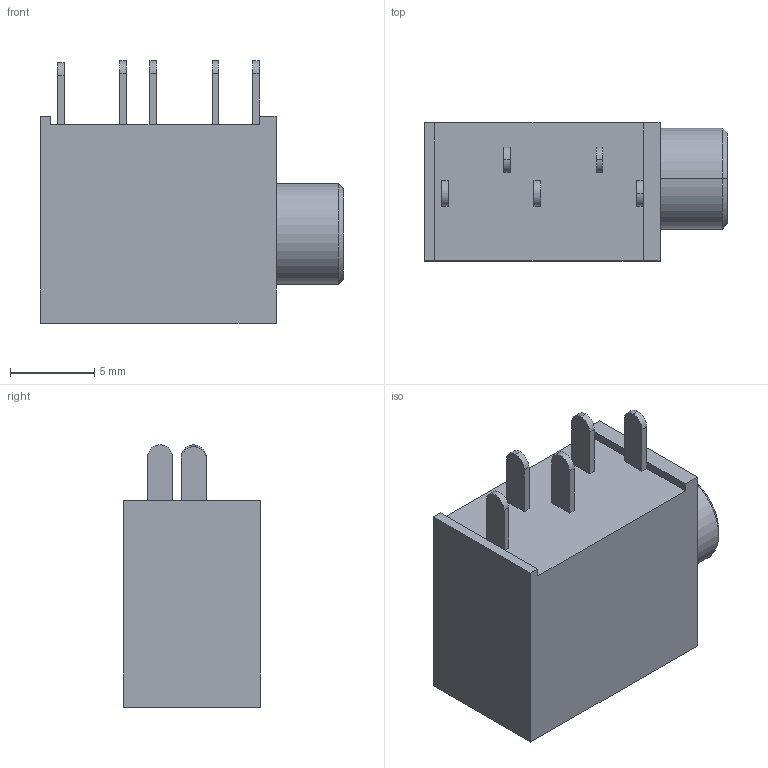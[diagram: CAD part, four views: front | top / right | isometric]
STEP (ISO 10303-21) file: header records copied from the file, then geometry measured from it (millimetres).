
FILE_DESCRIPTION((''),'2;1');
FILE_NAME('47439','2012-06-19T',('carefree'),(''),'PRO/ENGINEER BY PARAMETRIC TECHNOLOGY CORPORATION, 2005030','PRO/ENGINEER BY PARAMETRIC TECHNOLOGY CORPORATION, 2005030','');
FILE_SCHEMA(('CONFIG_CONTROL_DESIGN'));
Length unit declared in the file: millimetre
Products named in the file (1): 47439
Bounding box: 18 x 8.2 x 15.6 mm (x, y, z)
Volume: 1443.6 mm3; surface area: 955.3 mm2
Topology: 1 solids, 1 shells, 47 faces, 113 edges, 74 vertices
Faces by surface type: plane 33, cylinder 12, cone 2
Entity records: 1399 total; most frequent: CARTESIAN_POINT 234, DIRECTION 233, ORIENTED_EDGE 226, EDGE_CURVE 113, VECTOR 87, LINE 87, VERTEX_POINT 74, AXIS2_PLACEMENT_3D 73
